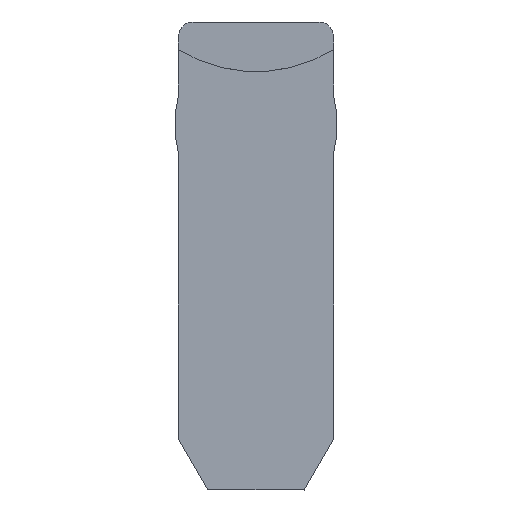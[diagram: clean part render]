
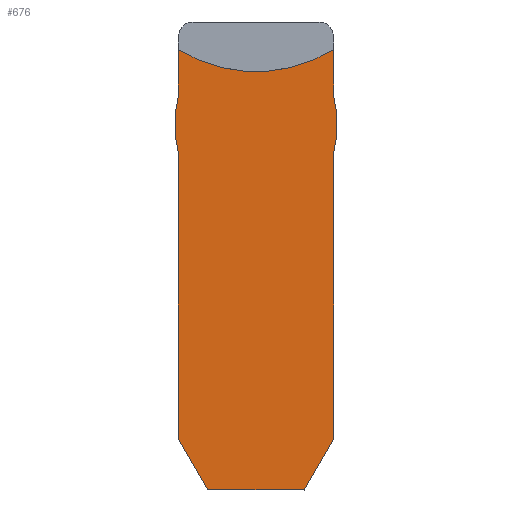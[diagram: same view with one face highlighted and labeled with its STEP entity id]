
A CAD part, top view. The second image highlights one B-rep face of the part: STEP entity #676.
In plain terms, the highlighted planar face has unit normal (0, 0, 1).
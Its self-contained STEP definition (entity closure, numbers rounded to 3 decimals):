
#122=DIRECTION('',(0.174,-0.985,0.));
#123=VECTOR('',#122,1.56);
#124=CARTESIAN_POINT('',(-7.984,53.447,-3.8));
#125=LINE('',#124,#123);
#129=CARTESIAN_POINT('',(-6.11,58.083,-3.8));
#130=DIRECTION('',(0.,0.,-1.));
#131=DIRECTION('',(0.669,-0.743,0.));
#132=AXIS2_PLACEMENT_3D('',#129,#130,#131);
#137=DIRECTION('',(-0.174,0.985,0.));
#138=VECTOR('',#137,1.56);
#139=CARTESIAN_POINT('',(-2.494,52.831,-3.8));
#140=LINE('',#139,#138);
#144=DIRECTION('',(-0.342,0.94,0.));
#145=VECTOR('',#144,0.576);
#146=CARTESIAN_POINT('',(-2.297,52.29,-3.8));
#147=LINE('',#146,#145);
#151=DIRECTION('',(-0.174,0.985,0.));
#152=VECTOR('',#151,0.866);
#153=CARTESIAN_POINT('',(-2.146,51.438,-3.8));
#154=LINE('',#153,#152);
#158=DIRECTION('',(-0.174,0.985,0.));
#159=VECTOR('',#158,9.768);
#160=CARTESIAN_POINT('',(-0.45,41.242,-3.8));
#161=LINE('',#160,#159);
#165=DIRECTION('',(0.342,0.94,0.));
#166=VECTOR('',#165,2.);
#167=CARTESIAN_POINT('',(-1.134,39.363,-3.8));
#168=LINE('',#167,#166);
#172=DIRECTION('',(0.985,0.174,0.));
#173=VECTOR('',#172,3.3);
#174=CARTESIAN_POINT('',(-4.384,38.79,-3.8));
#175=LINE('',#174,#173);
#179=DIRECTION('',(0.643,-0.766,0.));
#180=VECTOR('',#179,2.);
#181=CARTESIAN_POINT('',(-5.67,40.322,-3.8));
#182=LINE('',#181,#180);
#186=DIRECTION('',(0.174,-0.985,0.));
#187=VECTOR('',#186,9.768);
#188=CARTESIAN_POINT('',(-7.366,49.941,-3.8));
#189=LINE('',#188,#187);
#193=DIRECTION('',(0.342,-0.94,0.));
#194=VECTOR('',#193,0.576);
#195=CARTESIAN_POINT('',(-7.563,50.483,-3.8));
#196=LINE('',#195,#194);
#200=DIRECTION('',(0.174,-0.985,0.));
#201=VECTOR('',#200,0.866);
#202=CARTESIAN_POINT('',(-7.713,51.335,-3.8));
#203=LINE('',#202,#201);
#207=DIRECTION('',(0.,-1.,0.));
#208=VECTOR('',#207,0.576);
#209=CARTESIAN_POINT('',(-7.713,51.911,-3.8));
#210=LINE('',#209,#208);
#348=DIRECTION('',(0.,-1.,0.));
#349=VECTOR('',#348,0.576);
#350=CARTESIAN_POINT('',(-2.146,51.438,-3.8));
#351=LINE('',#350,#349);
#481=CARTESIAN_POINT('',(-2.494,52.831,-3.8));
#482=VERTEX_POINT('',#481);
#483=CARTESIAN_POINT('',(-2.764,54.368,-3.8));
#484=VERTEX_POINT('',#483);
#489=CARTESIAN_POINT('',(-4.384,38.79,-3.8));
#490=CARTESIAN_POINT('',(-1.134,39.363,-3.8));
#491=VERTEX_POINT('',#489);
#492=VERTEX_POINT('',#490);
#501=CARTESIAN_POINT('',(-7.984,53.447,-3.8));
#502=VERTEX_POINT('',#501);
#503=CARTESIAN_POINT('',(-2.297,52.29,-3.8));
#504=VERTEX_POINT('',#503);
#505=CARTESIAN_POINT('',(-2.146,51.438,-3.8));
#506=VERTEX_POINT('',#505);
#507=CARTESIAN_POINT('',(-2.146,50.862,-3.8));
#508=VERTEX_POINT('',#507);
#509=CARTESIAN_POINT('',(-0.45,41.242,-3.8));
#510=VERTEX_POINT('',#509);
#511=CARTESIAN_POINT('',(-5.67,40.322,-3.8));
#512=VERTEX_POINT('',#511);
#513=CARTESIAN_POINT('',(-7.366,49.941,-3.8));
#514=VERTEX_POINT('',#513);
#515=CARTESIAN_POINT('',(-7.563,50.483,-3.8));
#516=VERTEX_POINT('',#515);
#517=CARTESIAN_POINT('',(-7.713,51.335,-3.8));
#518=VERTEX_POINT('',#517);
#519=CARTESIAN_POINT('',(-7.713,51.911,-3.8));
#520=VERTEX_POINT('',#519);
#643=CARTESIAN_POINT('',(-4.145,40.32,-3.8));
#644=DIRECTION('',(0.,0.,-1.));
#645=DIRECTION('',(-1.,0.,0.));
#646=AXIS2_PLACEMENT_3D('',#643,#644,#645);
#647=PLANE('',#646);
#648=ORIENTED_EDGE('',*,*,#599,.F.);
#649=ORIENTED_EDGE('',*,*,#626,.F.);
#651=ORIENTED_EDGE('',*,*,#650,.F.);
#653=ORIENTED_EDGE('',*,*,#652,.F.);
#655=ORIENTED_EDGE('',*,*,#654,.F.);
#657=ORIENTED_EDGE('',*,*,#656,.T.);
#659=ORIENTED_EDGE('',*,*,#658,.F.);
#661=ORIENTED_EDGE('',*,*,#660,.F.);
#663=ORIENTED_EDGE('',*,*,#662,.F.);
#665=ORIENTED_EDGE('',*,*,#664,.F.);
#667=ORIENTED_EDGE('',*,*,#666,.F.);
#669=ORIENTED_EDGE('',*,*,#668,.F.);
#671=ORIENTED_EDGE('',*,*,#670,.F.);
#673=ORIENTED_EDGE('',*,*,#672,.F.);
#674=EDGE_LOOP('',(#648,#649,#651,#653,#655,#657,#659,#661,#663,#665,#667,#669,
#671,#673));
#675=FACE_OUTER_BOUND('',#674,.F.);
#133=CIRCLE('',#132,5.);
#599=EDGE_CURVE('',#502,#520,#125,.T.);
#626=EDGE_CURVE('',#484,#502,#133,.T.);
#650=EDGE_CURVE('',#482,#484,#140,.T.);
#652=EDGE_CURVE('',#504,#482,#147,.T.);
#654=EDGE_CURVE('',#506,#504,#154,.T.);
#656=EDGE_CURVE('',#506,#508,#351,.T.);
#658=EDGE_CURVE('',#510,#508,#161,.T.);
#660=EDGE_CURVE('',#492,#510,#168,.T.);
#662=EDGE_CURVE('',#491,#492,#175,.T.);
#664=EDGE_CURVE('',#512,#491,#182,.T.);
#666=EDGE_CURVE('',#514,#512,#189,.T.);
#668=EDGE_CURVE('',#516,#514,#196,.T.);
#670=EDGE_CURVE('',#518,#516,#203,.T.);
#672=EDGE_CURVE('',#520,#518,#210,.T.);
#676=ADVANCED_FACE('',(#675),#647,.F.);
